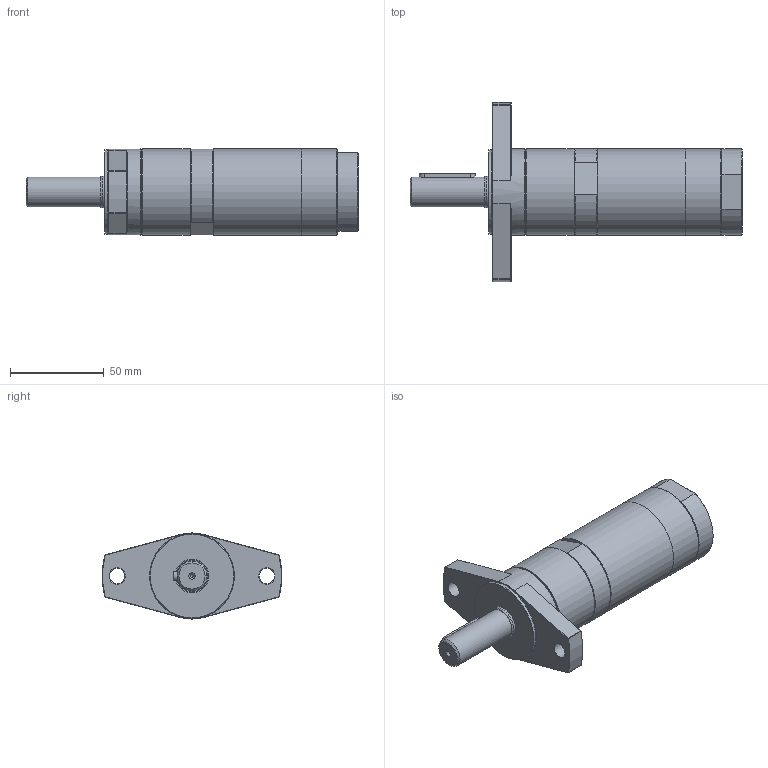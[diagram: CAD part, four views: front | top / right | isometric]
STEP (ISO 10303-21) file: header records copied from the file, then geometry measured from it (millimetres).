
FILE_DESCRIPTION((''),'2;1');
FILE_NAME('MRD 84-1350 F80_60031605.stp','2013-07-22T08:52:49',('tpeskos'),(''),'Autodesk Inventor 2013','Autodesk Inventor 2013','');
FILE_SCHEMA(('AUTOMOTIVE_DESIGN { 1 0 10303 214 1 1 1 1 }'));
Length unit declared in the file: millimetre
Products named in the file (1): MRD 84-10800 3000 2370 1350 F80 177,5mm
Bounding box: 177.5 x 95.71 x 46 mm (x, y, z)
Volume: 242672.3 mm3; surface area: 35804 mm2
Topology: 2 solids, 2 shells, 147 faces, 333 edges, 202 vertices
Faces by surface type: plane 93, cone 32, cylinder 22
Full cylindrical faces by diameter (mm): 1.6 x1, 8.3 x2, 11.445 x1, 16 x1, 16.95 x1, 17.5 x1, 18.631 x1, 40 x1, 45 x1, 46 x4
Entity records: 3932 total; most frequent: CARTESIAN_POINT 778, DIRECTION 648, ORIENTED_EDGE 586, EDGE_CURVE 293, AXIS2_PLACEMENT_3D 233, EDGE_LOOP 198, VERTEX_POINT 195, VECTOR 182
